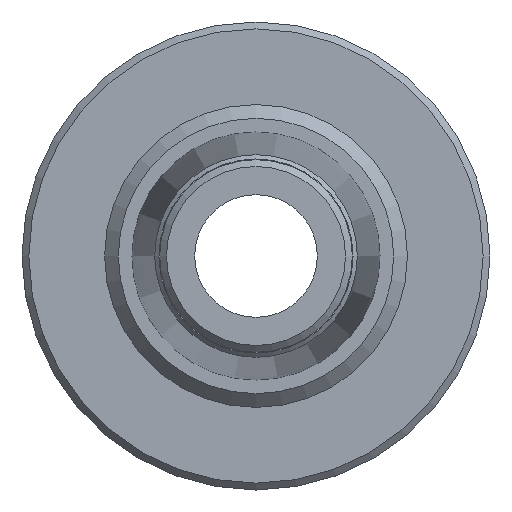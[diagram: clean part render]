
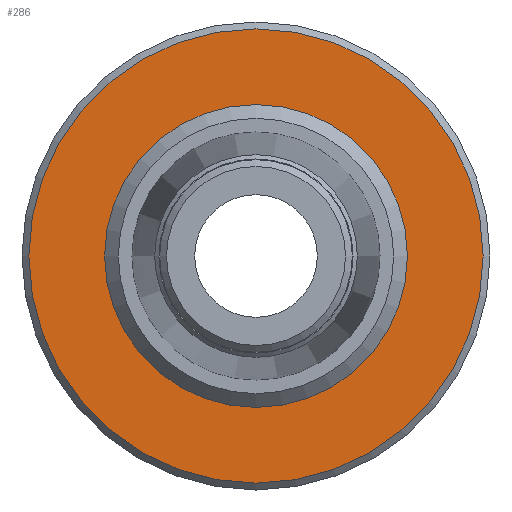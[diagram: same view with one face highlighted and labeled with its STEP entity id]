
A CAD part, left-side view. The second image highlights one B-rep face of the part: STEP entity #286.
In plain terms, the highlighted planar face has unit normal (-1, 0, 0).
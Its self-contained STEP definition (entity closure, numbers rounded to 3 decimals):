
#25=PLANE('',#320);
#34=FACE_BOUND('',#91,.T.);
#66=FACE_OUTER_BOUND('',#90,.T.);
#90=EDGE_LOOP('',(#225));
#91=EDGE_LOOP('',(#226));
#143=CIRCLE('',#319,10.4);
#144=CIRCLE('',#321,16.5);
#170=VERTEX_POINT('',#487);
#171=VERTEX_POINT('',#490);
#197=EDGE_CURVE('',#170,#170,#143,.T.);
#198=EDGE_CURVE('',#171,#171,#144,.T.);
#225=ORIENTED_EDGE('',*,*,#198,.F.);
#226=ORIENTED_EDGE('',*,*,#197,.F.);
#286=ADVANCED_FACE('',(#66,#34),#25,.T.);
#319=AXIS2_PLACEMENT_3D('',#488,#380,#381);
#320=AXIS2_PLACEMENT_3D('',#489,#382,#383);
#321=AXIS2_PLACEMENT_3D('',#491,#384,#385);
#380=DIRECTION('center_axis',(-1.,0.,0.));
#381=DIRECTION('ref_axis',(0.,-1.,0.));
#382=DIRECTION('center_axis',(-1.,0.,0.));
#383=DIRECTION('ref_axis',(0.,0.,1.));
#384=DIRECTION('center_axis',(1.,0.,0.));
#385=DIRECTION('ref_axis',(0.,-1.,0.));
#487=CARTESIAN_POINT('',(22.5,10.4,0.));
#488=CARTESIAN_POINT('Origin',(22.5,0.,0.));
#489=CARTESIAN_POINT('Origin',(22.5,13.5,0.));
#490=CARTESIAN_POINT('',(22.5,16.5,0.));
#491=CARTESIAN_POINT('Origin',(22.5,0.,0.));
